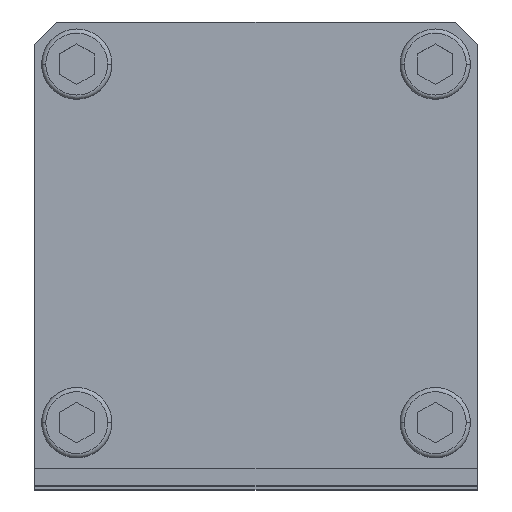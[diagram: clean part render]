
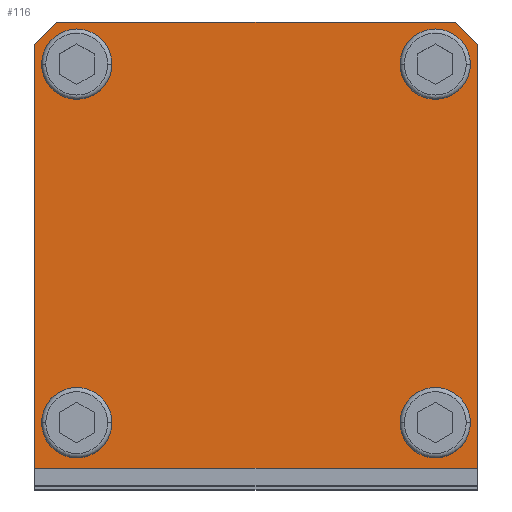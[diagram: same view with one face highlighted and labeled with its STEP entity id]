
A CAD part, top view. The second image highlights one B-rep face of the part: STEP entity #116.
In plain terms, the highlighted planar face has unit normal (0, 0, 1).
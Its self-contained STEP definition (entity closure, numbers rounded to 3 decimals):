
#116=ADVANCED_FACE('',(#315,#316,#317,#318,#319),#320,.T.);
#315=FACE_BOUND('',#675,.T.);
#316=FACE_BOUND('',#676,.T.);
#317=FACE_OUTER_BOUND('',#677,.T.);
#318=FACE_BOUND('',#678,.T.);
#319=FACE_BOUND('',#679,.T.);
#320=PLANE('',#680);
#675=EDGE_LOOP('',(#1218,#1219));
#676=EDGE_LOOP('',(#1220,#1221));
#677=EDGE_LOOP('',(#1222,#1223,#1224,#1225,#1226,#1227));
#678=EDGE_LOOP('',(#1228,#1229));
#679=EDGE_LOOP('',(#1230,#1231));
#680=AXIS2_PLACEMENT_3D('',#1232,#1233,#1234);
#1218=ORIENTED_EDGE('',*,*,#2298,.T.);
#1219=ORIENTED_EDGE('',*,*,#2364,.T.);
#1220=ORIENTED_EDGE('',*,*,#2264,.T.);
#1221=ORIENTED_EDGE('',*,*,#2365,.T.);
#1222=ORIENTED_EDGE('',*,*,#2366,.F.);
#1223=ORIENTED_EDGE('',*,*,#2367,.T.);
#1224=ORIENTED_EDGE('',*,*,#2368,.T.);
#1225=ORIENTED_EDGE('',*,*,#2369,.T.);
#1226=ORIENTED_EDGE('',*,*,#2370,.F.);
#1227=ORIENTED_EDGE('',*,*,#2371,.F.);
#1228=ORIENTED_EDGE('',*,*,#2281,.T.);
#1229=ORIENTED_EDGE('',*,*,#2372,.T.);
#1230=ORIENTED_EDGE('',*,*,#2315,.T.);
#1231=ORIENTED_EDGE('',*,*,#2363,.T.);
#1232=CARTESIAN_POINT('',(-31.5,-0.25,152.5));
#1233=DIRECTION('',(0.,0.0,1.0));
#1234=DIRECTION('',(0.0,-1.0,0.0));
#2264=EDGE_CURVE('',#2661,#2667,#2669,.T.);
#2281=EDGE_CURVE('',#2693,#2699,#2701,.T.);
#2298=EDGE_CURVE('',#2725,#2731,#2733,.T.);
#2315=EDGE_CURVE('',#2757,#2763,#2765,.T.);
#2363=EDGE_CURVE('',#2763,#2757,#2843,.T.);
#2364=EDGE_CURVE('',#2731,#2725,#2844,.T.);
#2365=EDGE_CURVE('',#2667,#2661,#2845,.T.);
#2366=EDGE_CURVE('',#2846,#2847,#2848,.T.);
#2367=EDGE_CURVE('',#2846,#2849,#2850,.T.);
#2368=EDGE_CURVE('',#2849,#2851,#2852,.T.);
#2369=EDGE_CURVE('',#2851,#2853,#2854,.T.);
#2370=EDGE_CURVE('',#2855,#2853,#2856,.T.);
#2371=EDGE_CURVE('',#2847,#2855,#2857,.T.);
#2372=EDGE_CURVE('',#2699,#2693,#2858,.T.);
#2661=VERTEX_POINT('',#3325);
#2667=VERTEX_POINT('',#3332);
#2669=CIRCLE('',#3335,5.0);
#2693=VERTEX_POINT('',#3363);
#2699=VERTEX_POINT('',#3370);
#2701=CIRCLE('',#3373,5.0);
#2725=VERTEX_POINT('',#3401);
#2731=VERTEX_POINT('',#3408);
#2733=CIRCLE('',#3411,5.0);
#2757=VERTEX_POINT('',#3439);
#2763=VERTEX_POINT('',#3446);
#2765=CIRCLE('',#3449,5.0);
#2843=CIRCLE('',#3553,5.0);
#2844=CIRCLE('',#3554,5.0);
#2845=CIRCLE('',#3555,5.0);
#2846=VERTEX_POINT('',#3556);
#2847=VERTEX_POINT('',#3557);
#2848=LINE('',#3558,#3559);
#2849=VERTEX_POINT('',#3560);
#2850=LINE('',#3561,#3562);
#2851=VERTEX_POINT('',#3563);
#2852=LINE('',#3564,#3565);
#2853=VERTEX_POINT('',#3566);
#2854=LINE('',#3567,#3568);
#2855=VERTEX_POINT('',#3569);
#2856=LINE('',#3570,#3571);
#2857=LINE('',#3572,#3573);
#2858=CIRCLE('',#3574,5.0);
#3325=CARTESIAN_POINT('',(-25.5,-20.5,152.5));
#3332=CARTESIAN_POINT('',(-25.5,-30.5,152.5));
#3335=AXIS2_PLACEMENT_3D('',#4244,#4245,#4246);
#3363=CARTESIAN_POINT('',(-25.5,30.5,152.5));
#3370=CARTESIAN_POINT('',(-25.5,20.5,152.5));
#3373=AXIS2_PLACEMENT_3D('',#4283,#4284,#4285);
#3401=CARTESIAN_POINT('',(25.5,-20.5,152.5));
#3408=CARTESIAN_POINT('',(25.5,-30.5,152.5));
#3411=AXIS2_PLACEMENT_3D('',#4322,#4323,#4324);
#3439=CARTESIAN_POINT('',(25.5,30.5,152.5));
#3446=CARTESIAN_POINT('',(25.5,20.5,152.5));
#3449=AXIS2_PLACEMENT_3D('',#4361,#4362,#4363);
#3553=AXIS2_PLACEMENT_3D('',#4453,#4454,#4455);
#3554=AXIS2_PLACEMENT_3D('',#4456,#4457,#4458);
#3555=AXIS2_PLACEMENT_3D('',#4459,#4460,#4461);
#3556=CARTESIAN_POINT('',(-31.5,28.35,152.5));
#3557=CARTESIAN_POINT('',(-28.35,31.5,152.5));
#3558=CARTESIAN_POINT('',(-37.863,21.988,152.5));
#3559=VECTOR('',#4462,1.0);
#3560=CARTESIAN_POINT('',(-31.5,-32.0,152.5));
#3561=CARTESIAN_POINT('',(-31.5,31.5,152.5));
#3562=VECTOR('',#4463,1.0);
#3563=CARTESIAN_POINT('',(31.5,-32.0,152.5));
#3564=CARTESIAN_POINT('',(-31.5,-32.0,152.5));
#3565=VECTOR('',#4464,1.0);
#3566=CARTESIAN_POINT('',(31.5,28.35,152.5));
#3567=CARTESIAN_POINT('',(31.5,31.5,152.5));
#3568=VECTOR('',#4465,1.0);
#3569=CARTESIAN_POINT('',(28.35,31.5,152.5));
#3570=CARTESIAN_POINT('',(22.113,37.738,152.5));
#3571=VECTOR('',#4466,1.0);
#3572=CARTESIAN_POINT('',(-31.5,31.5,152.5));
#3573=VECTOR('',#4467,1.0);
#3574=AXIS2_PLACEMENT_3D('',#4468,#4469,#4470);
#4244=CARTESIAN_POINT('',(-25.5,-25.5,152.5));
#4245=DIRECTION('',(0.,0.0,-1.0));
#4246=DIRECTION('',(0.0,1.0,0.0));
#4283=CARTESIAN_POINT('',(-25.5,25.5,152.5));
#4284=DIRECTION('',(0.,0.0,-1.0));
#4285=DIRECTION('',(0.0,1.0,0.0));
#4322=CARTESIAN_POINT('',(25.5,-25.5,152.5));
#4323=DIRECTION('',(0.,0.0,-1.0));
#4324=DIRECTION('',(0.0,1.0,0.0));
#4361=CARTESIAN_POINT('',(25.5,25.5,152.5));
#4362=DIRECTION('',(0.,0.0,-1.0));
#4363=DIRECTION('',(0.0,1.0,0.0));
#4453=CARTESIAN_POINT('',(25.5,25.5,152.5));
#4454=DIRECTION('',(0.,0.0,-1.0));
#4455=DIRECTION('',(0.0,1.0,0.0));
#4456=CARTESIAN_POINT('',(25.5,-25.5,152.5));
#4457=DIRECTION('',(0.,0.0,-1.0));
#4458=DIRECTION('',(0.0,1.0,0.0));
#4459=CARTESIAN_POINT('',(-25.5,-25.5,152.5));
#4460=DIRECTION('',(0.,0.0,-1.0));
#4461=DIRECTION('',(0.0,1.0,0.0));
#4462=DIRECTION('',(0.707,0.707,0.));
#4463=DIRECTION('',(0.0,-1.0,0.0));
#4464=DIRECTION('',(1.0,0.0,0.));
#4465=DIRECTION('',(0.0,1.0,0.0));
#4466=DIRECTION('',(0.707,-0.707,0.));
#4467=DIRECTION('',(1.0,0.0,0.));
#4468=CARTESIAN_POINT('',(-25.5,25.5,152.5));
#4469=DIRECTION('',(0.,0.0,-1.0));
#4470=DIRECTION('',(0.0,1.0,0.0));
